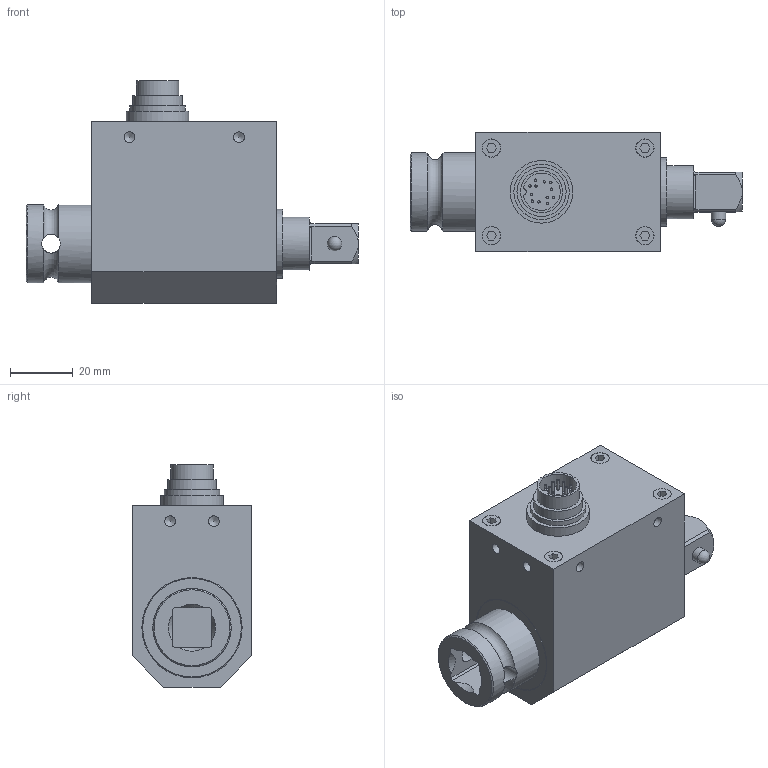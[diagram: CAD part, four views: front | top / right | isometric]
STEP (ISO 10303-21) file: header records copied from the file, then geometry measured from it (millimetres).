
FILE_DESCRIPTION((''),'2;1');
FILE_NAME('TRD605 100- 160 N-m.stp','2010-12-13T14:59:26',('thomasl'),(''),'Autodesk Inventor 2008','Autodesk Inventor 2008','');
FILE_SCHEMA(('AUTOMOTIVE_DESIGN { 1 0 10303 214 1 1 1 1 }'));
Length unit declared in the file: inch
Products named in the file (2): TRD605 100- 160 N-m; PART1
Assembly tree (1 placements, depth 2):
  TRD605 100- 160 N-m
    PART1
Bounding box: 106 x 38 x 71 mm (x, y, z)
Volume: 134599.8 mm3; surface area: 23453.5 mm2
Topology: 1 solids, 10 shells, 198 faces, 437 edges, 287 vertices
Faces by surface type: plane 97, cylinder 72, cone 26, torus 2, sphere 1
Full cylindrical faces by diameter (mm): 0.762 x12, 2.896 x4, 3.422 x8, 3.505 x4, 3.556 x4, 4.6 x2, 5.74 x4, 5.842 x4, 6 x2, 13.462 x1, 15.7 x1, 17 x1, 17.7 x1, 17.78 x1, 20 x1, 22 x1, 25 x2, 32 x1
Entity records: 5136 total; most frequent: CARTESIAN_POINT 1055, DIRECTION 860, ORIENTED_EDGE 686, AXIS2_PLACEMENT_3D 356, EDGE_CURVE 343, EDGE_LOOP 312, VERTEX_POINT 267, FACE_OUTER_BOUND 198
